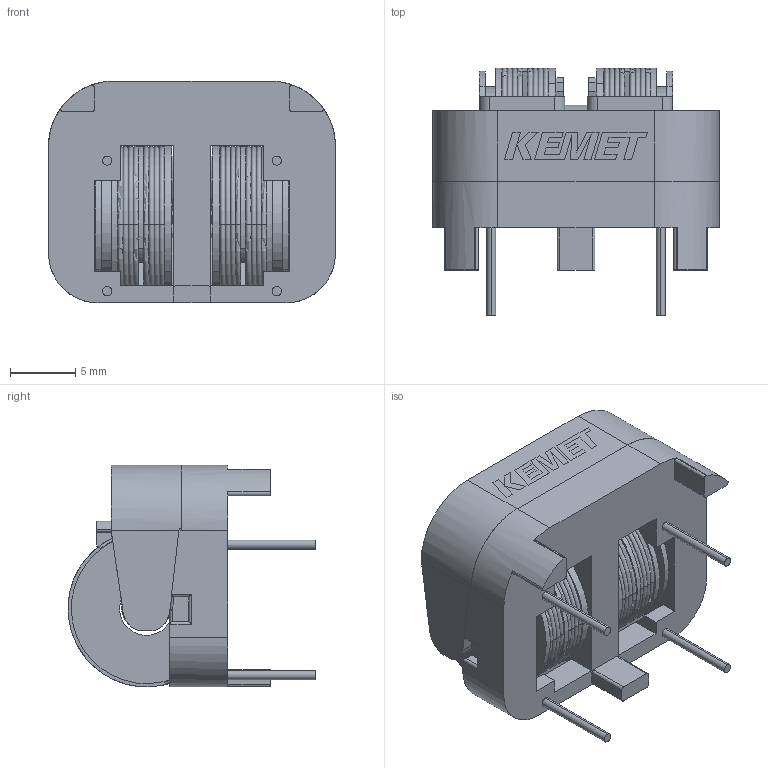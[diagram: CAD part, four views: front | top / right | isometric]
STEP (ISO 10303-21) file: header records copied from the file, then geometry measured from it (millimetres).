
FILE_DESCRIPTION (( 'STEP AP214' ), '1' );
FILE_NAME ('SSHB10HS(MAX-LOGO).STEP', '2018-11-06T01:30:57', ( '' ), ( '' ), 'SwSTEP 2.0', 'SolidWorks 2018', '' );
FILE_SCHEMA (( 'AUTOMOTIVE_DESIGN' ));
Length unit declared in the file: millimetre
Products named in the file (1): SSHB10HS(MAX-LOGO)
Bounding box: 22 x 19 x 17 mm (x, y, z)
Volume: 2987.2 mm3; surface area: 3441.5 mm2
Topology: 1 solids, 1 shells, 425 faces, 1316 edges, 856 vertices
Faces by surface type: plane 294, cylinder 99, torus 32
Entity records: 19439 total; most frequent: CARTESIAN_POINT 2762, ORIENTED_EDGE 2632, DIRECTION 2438, EDGE_CURVE 1316, LINE 950, VECTOR 950, VERTEX_POINT 856, AXIS2_PLACEMENT_3D 744
